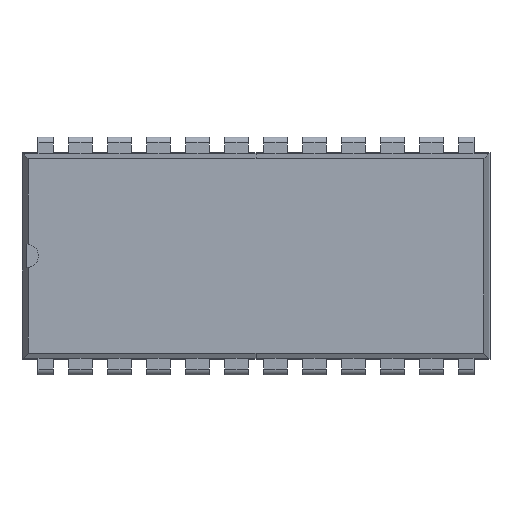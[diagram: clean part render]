
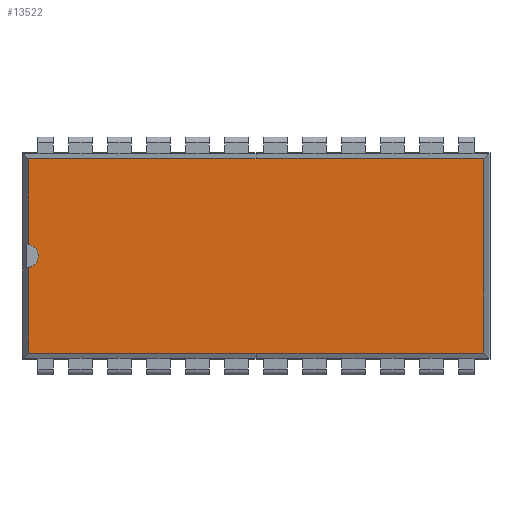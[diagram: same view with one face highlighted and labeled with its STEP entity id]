
A CAD part, top view. The second image highlights one B-rep face of the part: STEP entity #13522.
In plain terms, the highlighted planar face has unit normal (0, 0, 1).
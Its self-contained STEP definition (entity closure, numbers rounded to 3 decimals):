
#66 = VERTEX_POINT('',#67);
#67 = CARTESIAN_POINT('',(14.841,6.332,2.42));
#168 = VERTEX_POINT('',#169);
#169 = CARTESIAN_POINT('',(0.,6.332,2.42));
#177 = EDGE_CURVE('',#66,#168,#178,.T.);
#178 = LINE('',#179,#180);
#179 = CARTESIAN_POINT('',(14.841,6.332,2.42));
#180 = VECTOR('',#181,1.);
#181 = DIRECTION('',(-1.,0.,0.));
#7344 = EDGE_CURVE('',#7345,#7347,#7349,.T.);
#7345 = VERTEX_POINT('',#7346);
#7346 = CARTESIAN_POINT('',(0.,-6.332,2.42));
#7347 = VERTEX_POINT('',#7348);
#7348 = CARTESIAN_POINT('',(14.841,-6.332,2.42));
#7349 = LINE('',#7350,#7351);
#7350 = CARTESIAN_POINT('',(-19.921,-6.332,2.42));
#7351 = VECTOR('',#7352,1.);
#7352 = DIRECTION('',(1.,0.,0.));
#8515 = EDGE_CURVE('',#7347,#66,#8516,.T.);
#8516 = LINE('',#8517,#8518);
#8517 = CARTESIAN_POINT('',(14.841,-6.332,2.42));
#8518 = VECTOR('',#8519,1.);
#8519 = DIRECTION('',(0.,1.,0.));
#8544 = EDGE_CURVE('',#168,#8545,#8547,.T.);
#8545 = VERTEX_POINT('',#8546);
#8546 = CARTESIAN_POINT('',(-14.841,6.332,2.42));
#8547 = LINE('',#8548,#8549);
#8548 = CARTESIAN_POINT('',(19.921,6.332,2.42));
#8549 = VECTOR('',#8550,1.);
#8550 = DIRECTION('',(-1.,0.,0.));
#10158 = VERTEX_POINT('',#10159);
#10159 = CARTESIAN_POINT('',(-14.841,-6.332,2.42));
#10164 = EDGE_CURVE('',#10165,#10158,#10167,.T.);
#10165 = VERTEX_POINT('',#10166);
#10166 = CARTESIAN_POINT('',(-14.841,-0.746,2.42));
#10167 = LINE('',#10168,#10169);
#10168 = CARTESIAN_POINT('',(-14.841,6.332,2.42));
#10169 = VECTOR('',#10170,1.);
#10170 = DIRECTION('',(0.,-1.,0.));
#10385 = VERTEX_POINT('',#10386);
#10386 = CARTESIAN_POINT('',(-14.841,0.746,2.42));
#10490 = EDGE_CURVE('',#8545,#10385,#10491,.T.);
#10491 = LINE('',#10492,#10493);
#10492 = CARTESIAN_POINT('',(-14.841,6.332,2.42));
#10493 = VECTOR('',#10494,1.);
#10494 = DIRECTION('',(0.,-1.,0.));
#10718 = EDGE_CURVE('',#10158,#7345,#10719,.T.);
#10719 = LINE('',#10720,#10721);
#10720 = CARTESIAN_POINT('',(-14.841,-6.332,2.42));
#10721 = VECTOR('',#10722,1.);
#10722 = DIRECTION('',(1.,0.,0.));
#12735 = EDGE_CURVE('',#10385,#12736,#12738,.T.);
#12736 = VERTEX_POINT('',#12737);
#12737 = CARTESIAN_POINT('',(-14.166,0.,2.42));
#12738 = CIRCLE('',#12739,0.75);
#12739 = AXIS2_PLACEMENT_3D('',#12740,#12741,#12742);
#12740 = CARTESIAN_POINT('',(-14.916,0.,2.42));
#12741 = DIRECTION('',(0.,0.,-1.));
#12742 = DIRECTION('',(1.,0.,0.));
#12744 = EDGE_CURVE('',#12736,#10165,#12745,.T.);
#12745 = CIRCLE('',#12746,0.75);
#12746 = AXIS2_PLACEMENT_3D('',#12747,#12748,#12749);
#12747 = CARTESIAN_POINT('',(-14.916,0.,2.42));
#12748 = DIRECTION('',(0.,0.,-1.));
#12749 = DIRECTION('',(1.,0.,0.));
#13522 = ADVANCED_FACE('',(#13523),#13534,.T.);
#13523 = FACE_BOUND('',#13524,.T.);
#13524 = EDGE_LOOP('',(#13525,#13526,#13527,#13528,#13529,#13530,#13531,
    #13532,#13533));
#13525 = ORIENTED_EDGE('',*,*,#177,.T.);
#13526 = ORIENTED_EDGE('',*,*,#8544,.T.);
#13527 = ORIENTED_EDGE('',*,*,#10490,.T.);
#13528 = ORIENTED_EDGE('',*,*,#12735,.T.);
#13529 = ORIENTED_EDGE('',*,*,#12744,.T.);
#13530 = ORIENTED_EDGE('',*,*,#10164,.T.);
#13531 = ORIENTED_EDGE('',*,*,#10718,.T.);
#13532 = ORIENTED_EDGE('',*,*,#7344,.T.);
#13533 = ORIENTED_EDGE('',*,*,#8515,.T.);
#13534 = PLANE('',#13535);
#13535 = AXIS2_PLACEMENT_3D('',#13536,#13537,#13538);
#13536 = CARTESIAN_POINT('',(-0.109,0.,2.42));
#13537 = DIRECTION('',(0.,0.,1.));
#13538 = DIRECTION('',(0.,1.,0.));
